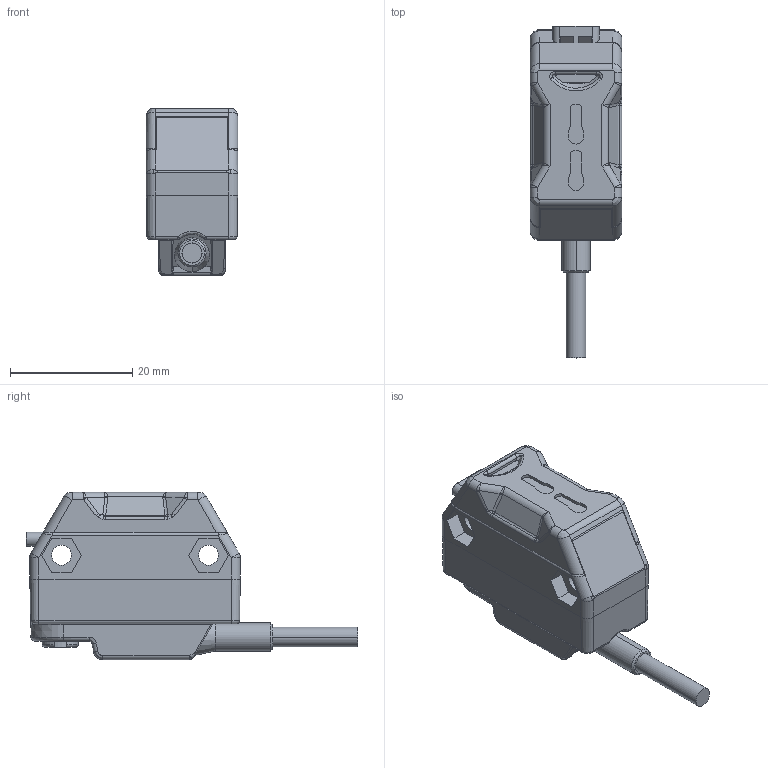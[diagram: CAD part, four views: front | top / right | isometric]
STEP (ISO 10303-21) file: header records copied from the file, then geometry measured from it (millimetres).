
FILE_DESCRIPTION((''),'2;1');
FILE_NAME('139723_SM01_ASM','2022-10-13T13:16:25',('PDMAdmin'),('BANNER ENGINEERING'),'CREO PARAMETRIC BY PTC INC, 2019292','CREO PARAMETRIC BY PTC INC, 2019292','');
FILE_SCHEMA(('CONFIG_CONTROL_DESIGN'));
Products named in the file (3): 139723_EP01; ASSEMBLY_55816; 139723_SM01_ASM
Assembly tree (2 placements, depth 2):
  139723_SM01_ASM
    139723_EP01
    ASSEMBLY_55816
Bounding box: 15 x 54.39 x 27.4 mm (x, y, z)
Volume: 11122.9 mm3; surface area: 5082 mm2
Topology: 2 solids, 2 shells, 481 faces, 1215 edges, 745 vertices
Faces by surface type: plane 236, cylinder 131, bspline 80, torus 16, sphere 9, cone 9
Entity records: 17805 total; most frequent: CARTESIAN_POINT 6717, ORIENTED_EDGE 2426, DIRECTION 2082, EDGE_CURVE 1213, VECTOR 776, LINE 776, VERTEX_POINT 745, AXIS2_PLACEMENT_3D 653
